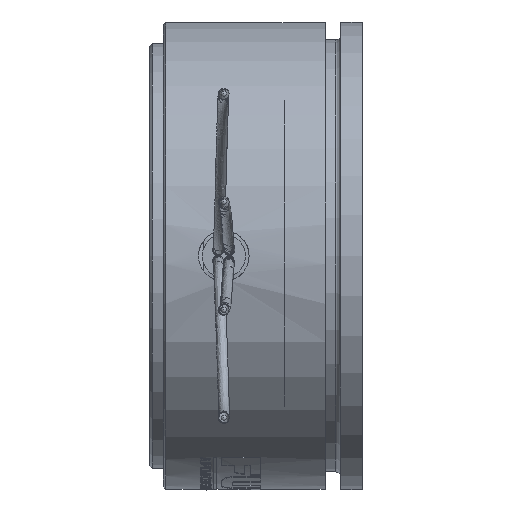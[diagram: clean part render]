
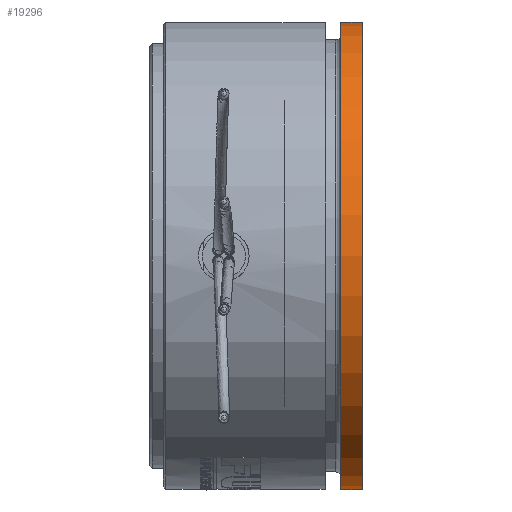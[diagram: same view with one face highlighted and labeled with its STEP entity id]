
A CAD part, left-side view. The second image highlights one B-rep face of the part: STEP entity #19296.
In plain terms, the highlighted cylindrical face has radius 11 mm (diameter 22 mm), a full revolution.
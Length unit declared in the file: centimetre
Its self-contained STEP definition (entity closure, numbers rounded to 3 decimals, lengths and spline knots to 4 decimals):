
#4903=FACE_BOUND('',#6901,.T.);
#4983=CYLINDRICAL_SURFACE('',#20285,1.1);
#5852=FACE_OUTER_BOUND('',#6900,.T.);
#6900=EDGE_LOOP('',(#17233));
#6901=EDGE_LOOP('',(#17234));
#7285=CIRCLE('',#20265,1.1);
#7297=CIRCLE('',#20282,1.1);
#9226=VERTEX_POINT('',#37825);
#9244=VERTEX_POINT('',#37866);
#11914=EDGE_CURVE('',#9226,#9226,#7285,.T.);
#11932=EDGE_CURVE('',#9244,#9244,#7297,.T.);
#17233=ORIENTED_EDGE('',*,*,#11932,.T.);
#17234=ORIENTED_EDGE('',*,*,#11914,.F.);
#19296=ADVANCED_FACE('',(#5852,#4903),#4983,.T.);
#20265=AXIS2_PLACEMENT_3D('',#37826,#23700,#23701);
#20282=AXIS2_PLACEMENT_3D('',#37867,#23740,#23741);
#20285=AXIS2_PLACEMENT_3D('',#37871,#23746,#23747);
#23700=DIRECTION('center_axis',(0.,-1.,0.));
#23701=DIRECTION('ref_axis',(-0.866,0.,0.5));
#23740=DIRECTION('center_axis',(0.,-1.,0.));
#23741=DIRECTION('ref_axis',(-0.866,0.,0.5));
#23746=DIRECTION('center_axis',(0.,-1.,0.));
#23747=DIRECTION('ref_axis',(0.5,0.,0.866));
#37825=CARTESIAN_POINT('',(0.55,-0.0889,0.9526));
#37826=CARTESIAN_POINT('Origin',(0.,-0.0889,
0.));
#37866=CARTESIAN_POINT('',(0.55,0.0127,0.9526));
#37867=CARTESIAN_POINT('Origin',(0.,0.0127,
0.));
#37871=CARTESIAN_POINT('Origin',(0.,-0.0381,
0.));
